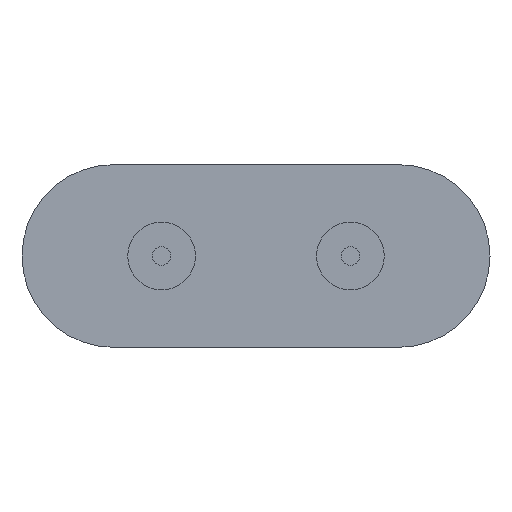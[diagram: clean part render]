
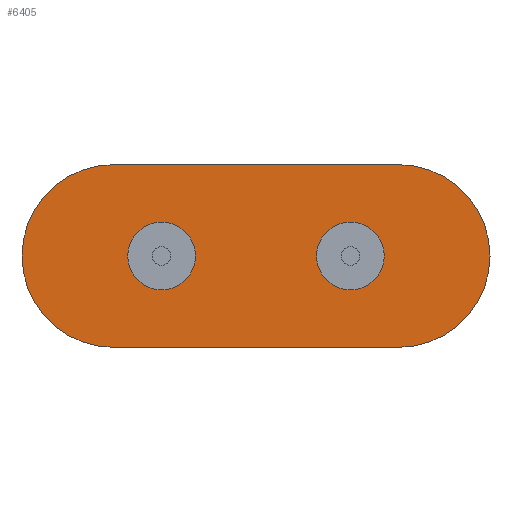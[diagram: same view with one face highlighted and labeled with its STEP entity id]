
A CAD part, front view. The second image highlights one B-rep face of the part: STEP entity #6405.
In plain terms, the highlighted planar face has unit normal (0, -1, 0).
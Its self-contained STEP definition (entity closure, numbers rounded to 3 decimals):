
#258 = VERTEX_POINT ( 'NONE', #4705 ) ;
#278 = ORIENTED_EDGE ( 'NONE', *, *, #10449, .F. ) ;
#377 = VERTEX_POINT ( 'NONE', #3213 ) ;
#387 = CARTESIAN_POINT ( 'NONE',  ( -2.3, -0.35, -0.825 ) ) ;
#540 = VERTEX_POINT ( 'NONE', #6928 ) ;
#644 = CIRCLE ( 'NONE', #2204, 0.825 ) ;
#853 = DIRECTION ( 'NONE',  ( 0., -1., 0. ) ) ;
#868 = EDGE_LOOP ( 'NONE', ( #8076, #3807, #4060, #5027 ) ) ;
#980 = CIRCLE ( 'NONE', #8466, 0.825 ) ;
#1051 = CARTESIAN_POINT ( 'NONE',  ( -2.3, -0.35, 0. ) ) ;
#1103 = DIRECTION ( 'NONE',  ( 0., 1., 0. ) ) ;
#1150 = VERTEX_POINT ( 'NONE', #6240 ) ;
#1197 = CIRCLE ( 'NONE', #7287, 2.225 ) ;
#1286 = LINE ( 'NONE', #1397, #2744 ) ;
#1397 = CARTESIAN_POINT ( 'NONE',  ( -3.475, -0.35, 2.225 ) ) ;
#1610 = CARTESIAN_POINT ( 'NONE',  ( -3.475, -0.35, 0. ) ) ;
#1875 = CARTESIAN_POINT ( 'NONE',  ( 2.3, -0.35, 0. ) ) ;
#1927 = DIRECTION ( 'NONE',  ( 0., -1., 0. ) ) ;
#1981 = DIRECTION ( 'NONE',  ( 0., 0., 1. ) ) ;
#2204 = AXIS2_PLACEMENT_3D ( 'NONE', #1875, #6896, #5872 ) ;
#2284 = EDGE_CURVE ( 'NONE', #258, #2305, #9752, .T. ) ;
#2305 = VERTEX_POINT ( 'NONE', #3114 ) ;
#2513 = DIRECTION ( 'NONE',  ( 0., 0., 1. ) ) ;
#2744 = VECTOR ( 'NONE', #8240, 1000. ) ;
#2779 = DIRECTION ( 'NONE',  ( 0., 1., 0. ) ) ;
#3114 = CARTESIAN_POINT ( 'NONE',  ( -3.475, -0.35, -2.225 ) ) ;
#3127 = EDGE_LOOP ( 'NONE', ( #6150, #10086 ) ) ;
#3200 = FACE_OUTER_BOUND ( 'NONE', #868, .T. ) ;
#3213 = CARTESIAN_POINT ( 'NONE',  ( -3.475, -0.35, 2.225 ) ) ;
#3257 = DIRECTION ( 'NONE',  ( 0., 1., 0. ) ) ;
#3607 = CIRCLE ( 'NONE', #6378, 0.825 ) ;
#3660 = CARTESIAN_POINT ( 'NONE',  ( -3.475, -0.35, 0. ) ) ;
#3807 = ORIENTED_EDGE ( 'NONE', *, *, #2284, .F. ) ;
#3865 = VECTOR ( 'NONE', #8233, 1000. ) ;
#3910 = CARTESIAN_POINT ( 'NONE',  ( -2.3, -0.35, 0.825 ) ) ;
#4060 = ORIENTED_EDGE ( 'NONE', *, *, #9652, .F. ) ;
#4152 = CARTESIAN_POINT ( 'NONE',  ( -3.475, -0.35, -2.225 ) ) ;
#4247 = CIRCLE ( 'NONE', #10324, 0.825 ) ;
#4447 = DIRECTION ( 'NONE',  ( 0., -1., 0. ) ) ;
#4679 = AXIS2_PLACEMENT_3D ( 'NONE', #1610, #3257, #9949 ) ;
#4705 = CARTESIAN_POINT ( 'NONE',  ( 3.475, -0.35, -2.225 ) ) ;
#4942 = EDGE_LOOP ( 'NONE', ( #278, #6957 ) ) ;
#5027 = ORIENTED_EDGE ( 'NONE', *, *, #6574, .F. ) ;
#5094 = CARTESIAN_POINT ( 'NONE',  ( -2.3, -0.35, 0. ) ) ;
#5223 = VERTEX_POINT ( 'NONE', #3910 ) ;
#5256 = VERTEX_POINT ( 'NONE', #5407 ) ;
#5311 = CARTESIAN_POINT ( 'NONE',  ( 3.475, -0.35, 0. ) ) ;
#5407 = CARTESIAN_POINT ( 'NONE',  ( 2.3, -0.35, -0.825 ) ) ;
#5503 = EDGE_CURVE ( 'NONE', #5223, #6322, #980, .T. ) ;
#5556 = EDGE_CURVE ( 'NONE', #5256, #1150, #644, .T. ) ;
#5642 = EDGE_CURVE ( 'NONE', #1150, #5256, #3607, .T. ) ;
#5872 = DIRECTION ( 'NONE',  ( 0., 0., -1. ) ) ;
#6073 = DIRECTION ( 'NONE',  ( 0., 0., 1. ) ) ;
#6134 = AXIS2_PLACEMENT_3D ( 'NONE', #5311, #2779, #1981 ) ;
#6150 = ORIENTED_EDGE ( 'NONE', *, *, #5556, .F. ) ;
#6240 = CARTESIAN_POINT ( 'NONE',  ( 2.3, -0.35, 0.825 ) ) ;
#6322 = VERTEX_POINT ( 'NONE', #387 ) ;
#6363 = FACE_BOUND ( 'NONE', #4942, .T. ) ;
#6378 = AXIS2_PLACEMENT_3D ( 'NONE', #9489, #4447, #10304 ) ;
#6405 = ADVANCED_FACE ( 'NONE', ( #10648, #6363, #3200 ), #9688, .F. ) ;
#6574 = EDGE_CURVE ( 'NONE', #377, #540, #1286, .T. ) ;
#6808 = EDGE_CURVE ( 'NONE', #2305, #377, #1197, .T. ) ;
#6896 = DIRECTION ( 'NONE',  ( 0., -1., 0. ) ) ;
#6928 = CARTESIAN_POINT ( 'NONE',  ( 3.475, -0.35, 2.225 ) ) ;
#6957 = ORIENTED_EDGE ( 'NONE', *, *, #5503, .F. ) ;
#6992 = DIRECTION ( 'NONE',  ( 0., 0., 1. ) ) ;
#7287 = AXIS2_PLACEMENT_3D ( 'NONE', #3660, #1103, #6992 ) ;
#8076 = ORIENTED_EDGE ( 'NONE', *, *, #6808, .F. ) ;
#8233 = DIRECTION ( 'NONE',  ( -1., 0., 0. ) ) ;
#8240 = DIRECTION ( 'NONE',  ( 1., 0., 0. ) ) ;
#8466 = AXIS2_PLACEMENT_3D ( 'NONE', #5094, #853, #2513 ) ;
#9489 = CARTESIAN_POINT ( 'NONE',  ( 2.3, -0.35, 0. ) ) ;
#9652 = EDGE_CURVE ( 'NONE', #540, #258, #9957, .T. ) ;
#9688 = PLANE ( 'NONE',  #4679 ) ;
#9752 = LINE ( 'NONE', #4152, #3865 ) ;
#9949 = DIRECTION ( 'NONE',  ( 0., 0., 1. ) ) ;
#9957 = CIRCLE ( 'NONE', #6134, 2.225 ) ;
#10086 = ORIENTED_EDGE ( 'NONE', *, *, #5642, .F. ) ;
#10304 = DIRECTION ( 'NONE',  ( 0., 0., -1. ) ) ;
#10324 = AXIS2_PLACEMENT_3D ( 'NONE', #1051, #1927, #6073 ) ;
#10449 = EDGE_CURVE ( 'NONE', #6322, #5223, #4247, .T. ) ;
#10648 = FACE_BOUND ( 'NONE', #3127, .T. ) ;
